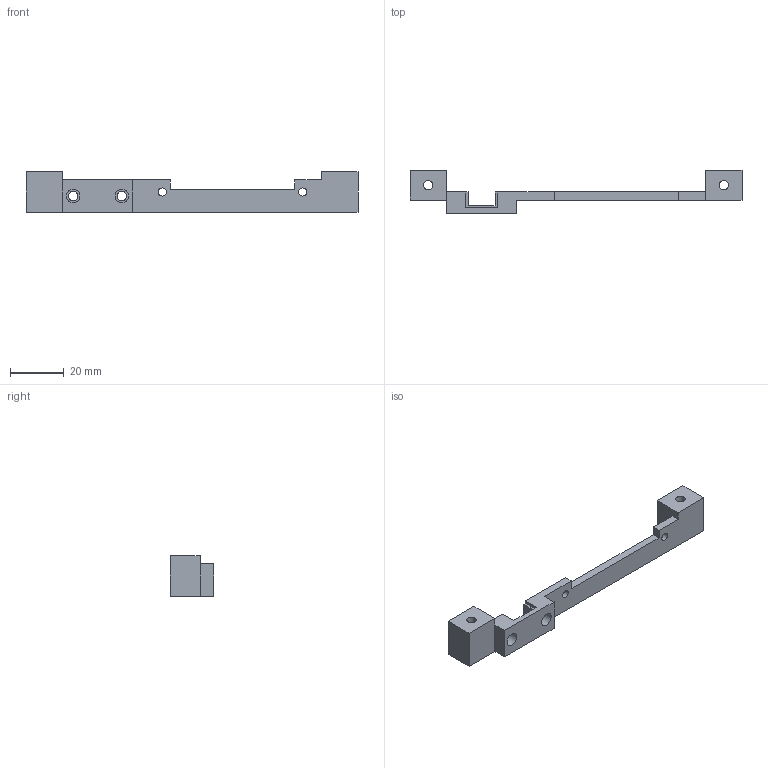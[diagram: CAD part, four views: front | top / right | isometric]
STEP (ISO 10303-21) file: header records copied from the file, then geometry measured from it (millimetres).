
FILE_DESCRIPTION(/* description */ (''),/* implementation_level */ '2;1');
FILE_NAME(/* name */ '1-plug-mount large v1 v4.step',/* time_stamp */ '2019-09-14T12:46:46-04:00',/* author */ (''),/* organization */ (''),/* preprocessor_version */ 'ST-DEVELOPER v18',/* originating_system */ 'Autodesk Translation Framework v8.6.0.1094',/* authorisation */ '');
FILE_SCHEMA (('AUTOMOTIVE_DESIGN { 1 0 10303 214 3 1 1 }'));
Length unit declared in the file: millimetre
Products named in the file (2): 1-plug-mount large v1; PlugMountLarge
Assembly tree (1 placements, depth 2):
  1-plug-mount large v1
    PlugMountLarge
Bounding box: 123 x 16 x 15 mm (x, y, z)
Volume: 7671.3 mm3; surface area: 5524.3 mm2
Topology: 1 solids, 1 shells, 42 faces, 107 edges, 71 vertices
Faces by surface type: plane 32, cylinder 10
Full cylindrical faces by diameter (mm): 3 x2, 3.5 x4, 5 x4
Entity records: 1356 total; most frequent: CARTESIAN_POINT 224, DIRECTION 219, ORIENTED_EDGE 214, EDGE_CURVE 107, LINE 87, VECTOR 87, VERTEX_POINT 71, AXIS2_PLACEMENT_3D 66
